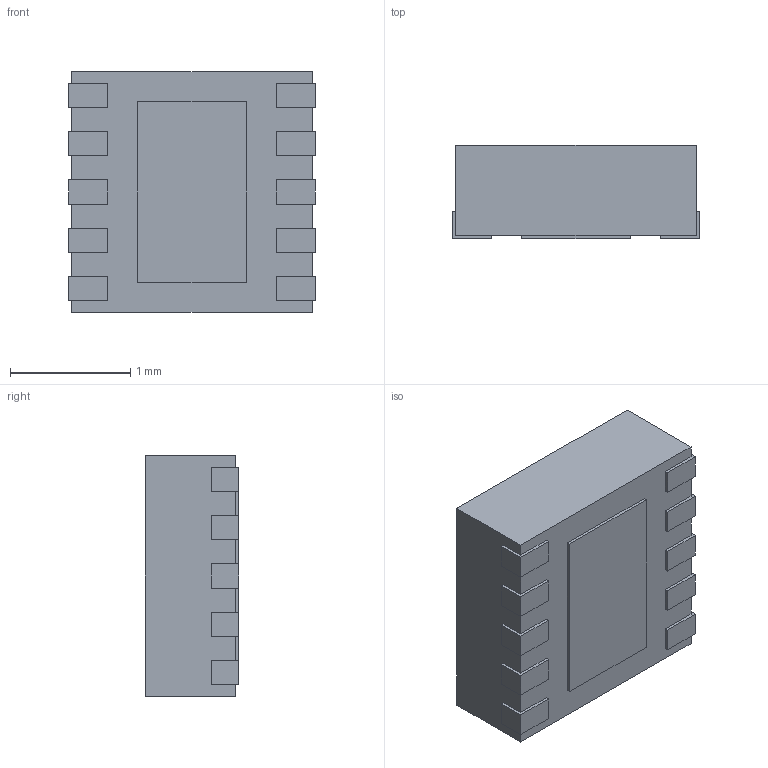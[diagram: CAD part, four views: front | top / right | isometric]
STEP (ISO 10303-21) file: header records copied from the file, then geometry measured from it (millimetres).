
FILE_DESCRIPTION (( 'STEP AP214' ), '1' );
FILE_NAME ('BQ24045DSQR.STEP', '2022-09-10T17:53:49', ( '' ), ( '' ), 'SwSTEP 2.0', 'SolidWorks 2021', '' );
FILE_SCHEMA (( 'AUTOMOTIVE_DESIGN' ));
Length unit declared in the file: millimetre
Products named in the file (1): BQ24045DSQR
Bounding box: 2.05 x 0.78 x 2 mm (x, y, z)
Volume: 3.1 mm3; surface area: 14.6 mm2
Topology: 1 solids, 1 shells, 74 faces, 210 edges, 140 vertices
Faces by surface type: plane 72, cylinder 2
Entity records: 3173 total; most frequent: CARTESIAN_POINT 425, ORIENTED_EDGE 420, DIRECTION 364, EDGE_CURVE 210, LINE 206, VECTOR 206, VERTEX_POINT 140, AXIS2_PLACEMENT_3D 79
